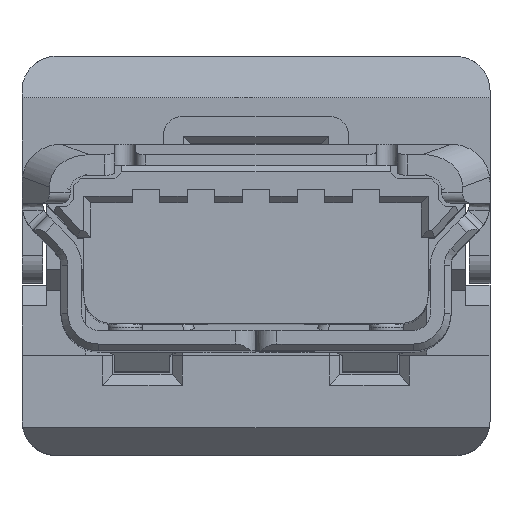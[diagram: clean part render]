
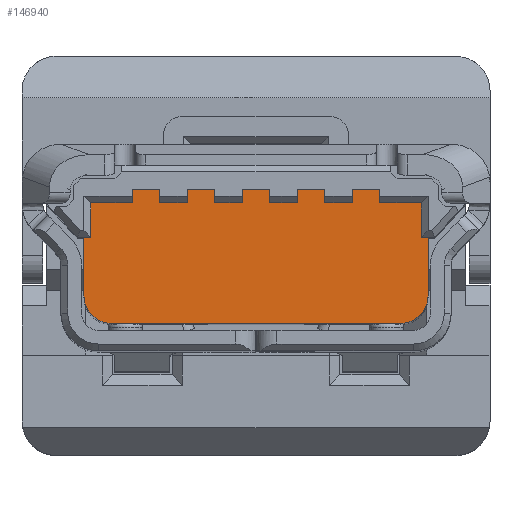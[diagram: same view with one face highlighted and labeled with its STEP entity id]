
A CAD part, top view. The second image highlights one B-rep face of the part: STEP entity #146940.
In plain terms, the highlighted planar face has unit normal (0, 0, 1).
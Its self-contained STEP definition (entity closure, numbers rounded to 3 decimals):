
#10280=CARTESIAN_POINT('',(-2.1,0.4,-0.4));
#10290=DIRECTION('',(0.,0.,-1.));
#10300=DIRECTION('',(-1.,0.,0.));
#10310=AXIS2_PLACEMENT_3D('',#10280,#10290,#10300);
#10320=CIRCLE('',#10310,0.4);
#10330=CARTESIAN_POINT('',(-2.1,0.,-0.4));
#10340=VERTEX_POINT('',#10330);
#10350=CARTESIAN_POINT('',(-2.5,0.4,-0.4));
#10360=VERTEX_POINT('',#10350);
#10370=EDGE_CURVE('',#10340,#10360,#10320,.T.);
#120920=CARTESIAN_POINT('',(2.1,0.4,-0.4));
#120930=DIRECTION('',(0.,0.,-1.));
#120940=DIRECTION('',(-1.,0.,0.));
#120950=AXIS2_PLACEMENT_3D('',#120920,#120930,#120940);
#120960=CIRCLE('',#120950,0.4);
#120970=CARTESIAN_POINT('',(2.5,0.4,-0.4));
#120980=VERTEX_POINT('',#120970);
#120990=CARTESIAN_POINT('',(2.1,0.,-0.4));
#121000=VERTEX_POINT('',#120990);
#121010=EDGE_CURVE('',#120980,#121000,#120960,.T.);
#126230=CARTESIAN_POINT('',(1.8,1.75,-0.4));
#126240=VERTEX_POINT('',#126230);
#126370=CARTESIAN_POINT('',(2.4,1.75,-0.4));
#126380=VERTEX_POINT('',#126370);
#126410=CARTESIAN_POINT('',(3.05,1.75,-0.4));
#126420=DIRECTION('',(-1.,0.,0.));
#126430=VECTOR('',#126420,1.);
#126440=LINE('',#126410,#126430);
#126450=EDGE_CURVE('',#126380,#126240,#126440,.T.);
#126610=CARTESIAN_POINT('',(2.4,1.25,-0.4));
#126620=VERTEX_POINT('',#126610);
#126650=CARTESIAN_POINT('',(2.4,0.8,-0.4));
#126660=DIRECTION('',(0.,1.,0.));
#126670=VECTOR('',#126660,1.);
#126680=LINE('',#126650,#126670);
#126690=EDGE_CURVE('',#126620,#126380,#126680,.T.);
#127570=CARTESIAN_POINT('',(1.,1.95,-0.4));
#127580=VERTEX_POINT('',#127570);
#127810=CARTESIAN_POINT('',(1.,1.75,-0.4));
#127820=VERTEX_POINT('',#127810);
#127850=CARTESIAN_POINT('',(1.,0.8,-0.4));
#127860=DIRECTION('',(0.,1.,0.));
#127870=VECTOR('',#127860,1.);
#127880=LINE('',#127850,#127870);
#127890=EDGE_CURVE('',#127820,#127580,#127880,.T.);
#128660=CARTESIAN_POINT('',(-1.,1.95,-0.4));
#128670=VERTEX_POINT('',#128660);
#128840=CARTESIAN_POINT('',(-0.6,1.95,-0.4));
#128850=VERTEX_POINT('',#128840);
#128880=CARTESIAN_POINT('',(3.05,1.95,-0.4));
#128890=DIRECTION('',(-1.,0.,0.));
#128900=VECTOR('',#128890,1.);
#128910=LINE('',#128880,#128900);
#128920=EDGE_CURVE('',#128850,#128670,#128910,.T.);
#131590=CARTESIAN_POINT('',(1.4,1.75,-0.4));
#131600=VERTEX_POINT('',#131590);
#131760=CARTESIAN_POINT('',(1.4,1.95,-0.4));
#131770=VERTEX_POINT('',#131760);
#131800=CARTESIAN_POINT('',(1.4,0.8,-0.4));
#131810=DIRECTION('',(0.,-1.,0.));
#131820=VECTOR('',#131810,1.);
#131830=LINE('',#131800,#131820);
#131840=EDGE_CURVE('',#131770,#131600,#131830,.T.);
#132110=CARTESIAN_POINT('',(-1.,0.8,-0.4));
#132120=DIRECTION('',(0.,-1.,0.));
#132130=VECTOR('',#132120,1.);
#132140=LINE('',#132110,#132130);
#132150=CARTESIAN_POINT('',(-1.,1.75,-0.4));
#132160=VERTEX_POINT('',#132150);
#132170=EDGE_CURVE('',#128670,#132160,#132140,.T.);
#132980=CARTESIAN_POINT('',(-0.2,1.75,-0.4));
#132990=VERTEX_POINT('',#132980);
#133240=CARTESIAN_POINT('',(-0.2,1.95,-0.4));
#133250=VERTEX_POINT('',#133240);
#133280=CARTESIAN_POINT('',(-0.2,0.8,-0.4));
#133290=DIRECTION('',(0.,-1.,0.));
#133300=VECTOR('',#133290,1.);
#133310=LINE('',#133280,#133300);
#133320=EDGE_CURVE('',#133250,#132990,#133310,.T.);
#134250=CARTESIAN_POINT('',(-2.5,1.25,-0.4));
#134260=VERTEX_POINT('',#134250);
#134290=CARTESIAN_POINT('',(-2.5,0.,-0.4));
#134300=DIRECTION('',(0.,1.,0.));
#134310=VECTOR('',#134300,1.);
#134320=LINE('',#134290,#134310);
#134330=EDGE_CURVE('',#10360,#134260,#134320,.T.);
#134960=CARTESIAN_POINT('',(-2.4,1.75,-0.4));
#134970=VERTEX_POINT('',#134960);
#135000=CARTESIAN_POINT('',(-2.4,0.8,-0.4));
#135010=DIRECTION('',(0.,-1.,0.));
#135020=VECTOR('',#135010,1.);
#135030=LINE('',#135000,#135020);
#135040=CARTESIAN_POINT('',(-2.4,1.25,-0.4));
#135050=VERTEX_POINT('',#135040);
#135060=EDGE_CURVE('',#134970,#135050,#135030,.T.);
#135230=CARTESIAN_POINT('',(0.2,1.75,-0.4));
#135240=VERTEX_POINT('',#135230);
#135390=CARTESIAN_POINT('',(0.6,1.75,-0.4));
#135400=VERTEX_POINT('',#135390);
#135430=CARTESIAN_POINT('',(3.05,1.75,-0.4));
#135440=DIRECTION('',(-1.,0.,0.));
#135450=VECTOR('',#135440,1.);
#135460=LINE('',#135430,#135450);
#135470=EDGE_CURVE('',#135400,#135240,#135460,.T.);
#135700=CARTESIAN_POINT('',(-1.8,1.95,-0.4));
#135710=VERTEX_POINT('',#135700);
#135740=CARTESIAN_POINT('',(-1.8,0.8,-0.4));
#135750=DIRECTION('',(0.,-1.,0.));
#135760=VECTOR('',#135750,1.);
#135770=LINE('',#135740,#135760);
#135780=CARTESIAN_POINT('',(-1.8,1.75,-0.4));
#135790=VERTEX_POINT('',#135780);
#135800=EDGE_CURVE('',#135710,#135790,#135770,.T.);
#137120=CARTESIAN_POINT('',(3.05,1.75,-0.4));
#137130=DIRECTION('',(-1.,0.,0.));
#137140=VECTOR('',#137130,1.);
#137150=LINE('',#137120,#137140);
#137160=CARTESIAN_POINT('',(-1.4,1.75,-0.4));
#137170=VERTEX_POINT('',#137160);
#137180=EDGE_CURVE('',#132160,#137170,#137150,.T.);
#137510=CARTESIAN_POINT('',(3.05,1.75,-0.4));
#137520=DIRECTION('',(-1.,0.,0.));
#137530=VECTOR('',#137520,1.);
#137540=LINE('',#137510,#137530);
#137550=EDGE_CURVE('',#135790,#134970,#137540,.T.);
#137940=CARTESIAN_POINT('',(-1.4,1.95,-0.4));
#137950=VERTEX_POINT('',#137940);
#138080=CARTESIAN_POINT('',(-1.4,0.8,-0.4));
#138090=DIRECTION('',(0.,1.,0.));
#138100=VECTOR('',#138090,1.);
#138110=LINE('',#138080,#138100);
#138120=EDGE_CURVE('',#137170,#137950,#138110,.T.);
#139730=CARTESIAN_POINT('',(0.6,1.95,-0.4));
#139740=VERTEX_POINT('',#139730);
#139770=CARTESIAN_POINT('',(0.6,0.8,-0.4));
#139780=DIRECTION('',(0.,-1.,0.));
#139790=VECTOR('',#139780,1.);
#139800=LINE('',#139770,#139790);
#139810=EDGE_CURVE('',#139740,#135400,#139800,.T.);
#140070=CARTESIAN_POINT('',(3.05,1.25,-0.4));
#140080=DIRECTION('',(-1.,0.,0.));
#140090=VECTOR('',#140080,1.);
#140100=LINE('',#140070,#140090);
#140110=EDGE_CURVE('',#135050,#134260,#140100,.T.);
#142400=CARTESIAN_POINT('',(3.05,1.95,-0.4));
#142410=DIRECTION('',(-1.,0.,0.));
#142420=VECTOR('',#142410,1.);
#142430=LINE('',#142400,#142420);
#142440=EDGE_CURVE('',#127580,#139740,#142430,.T.);
#142670=CARTESIAN_POINT('',(1.8,1.95,-0.4));
#142680=VERTEX_POINT('',#142670);
#142710=CARTESIAN_POINT('',(3.05,1.95,-0.4));
#142720=DIRECTION('',(-1.,0.,0.));
#142730=VECTOR('',#142720,1.);
#142740=LINE('',#142710,#142730);
#142750=EDGE_CURVE('',#142680,#131770,#142740,.T.);
#143040=CARTESIAN_POINT('',(-1.707,1.95,-0.4));
#143050=DIRECTION('',(1.,0.,0.));
#143060=VECTOR('',#143050,1.);
#143070=LINE('',#143040,#143060);
#143080=EDGE_CURVE('',#135710,#137950,#143070,.T.);
#143740=CARTESIAN_POINT('',(-0.6,1.75,-0.4));
#143750=VERTEX_POINT('',#143740);
#143800=CARTESIAN_POINT('',(3.05,1.75,-0.4));
#143810=DIRECTION('',(-1.,0.,0.));
#143820=VECTOR('',#143810,1.);
#143830=LINE('',#143800,#143820);
#143840=EDGE_CURVE('',#132990,#143750,#143830,.T.);
#145020=CARTESIAN_POINT('',(-0.6,0.8,-0.4));
#145030=DIRECTION('',(0.,1.,0.));
#145040=VECTOR('',#145030,1.);
#145050=LINE('',#145020,#145040);
#145060=EDGE_CURVE('',#143750,#128850,#145050,.T.);
#145470=CARTESIAN_POINT('',(0.,0.,-0.4));
#145480=DIRECTION('',(1.,0.,0.));
#145490=VECTOR('',#145480,1.);
#145500=LINE('',#145470,#145490);
#145510=EDGE_CURVE('',#10340,#121000,#145500,.T.);
#146230=CARTESIAN_POINT('',(-0.432,0.595,
-0.4));
#146240=DIRECTION('',(0.,0.,1.));
#146250=DIRECTION('',(1.,0.,0.));
#146260=AXIS2_PLACEMENT_3D('',#146230,#146240,#146250);
#146270=PLANE('',#146260);
#146280=ORIENTED_EDGE('',*,*,#140110,.T.);
#146290=ORIENTED_EDGE('',*,*,#135060,.T.);
#146300=ORIENTED_EDGE('',*,*,#137550,.T.);
#146310=ORIENTED_EDGE('',*,*,#135800,.T.);
#146320=ORIENTED_EDGE('',*,*,#143080,.F.);
#146330=ORIENTED_EDGE('',*,*,#138120,.T.);
#146340=ORIENTED_EDGE('',*,*,#137180,.T.);
#146350=ORIENTED_EDGE('',*,*,#132170,.T.);
#146360=ORIENTED_EDGE('',*,*,#128920,.T.);
#146370=ORIENTED_EDGE('',*,*,#145060,.T.);
#146380=ORIENTED_EDGE('',*,*,#143840,.T.);
#146390=ORIENTED_EDGE('',*,*,#133320,.T.);
#146400=CARTESIAN_POINT('',(3.05,1.95,-0.4));
#146410=DIRECTION('',(-1.,0.,0.));
#146420=VECTOR('',#146410,1.);
#146430=LINE('',#146400,#146420);
#146440=CARTESIAN_POINT('',(0.2,1.95,-0.4));
#146450=VERTEX_POINT('',#146440);
#146460=EDGE_CURVE('',#146450,#133250,#146430,.T.);
#146470=ORIENTED_EDGE('',*,*,#146460,.T.);
#146480=CARTESIAN_POINT('',(0.2,0.8,-0.4));
#146490=DIRECTION('',(0.,1.,0.));
#146500=VECTOR('',#146490,1.);
#146510=LINE('',#146480,#146500);
#146520=EDGE_CURVE('',#135240,#146450,#146510,.T.);
#146530=ORIENTED_EDGE('',*,*,#146520,.T.);
#146540=ORIENTED_EDGE('',*,*,#135470,.T.);
#146550=ORIENTED_EDGE('',*,*,#139810,.T.);
#146560=ORIENTED_EDGE('',*,*,#142440,.T.);
#146570=ORIENTED_EDGE('',*,*,#127890,.T.);
#146580=CARTESIAN_POINT('',(3.05,1.75,-0.4));
#146590=DIRECTION('',(-1.,0.,0.));
#146600=VECTOR('',#146590,1.);
#146610=LINE('',#146580,#146600);
#146620=EDGE_CURVE('',#131600,#127820,#146610,.T.);
#146630=ORIENTED_EDGE('',*,*,#146620,.T.);
#146640=ORIENTED_EDGE('',*,*,#131840,.T.);
#146650=ORIENTED_EDGE('',*,*,#142750,.T.);
#146660=CARTESIAN_POINT('',(1.8,0.8,-0.4));
#146670=DIRECTION('',(0.,1.,0.));
#146680=VECTOR('',#146670,1.);
#146690=LINE('',#146660,#146680);
#146700=EDGE_CURVE('',#126240,#142680,#146690,.T.);
#146710=ORIENTED_EDGE('',*,*,#146700,.T.);
#146720=ORIENTED_EDGE('',*,*,#126450,.T.);
#146730=ORIENTED_EDGE('',*,*,#126690,.T.);
#146740=CARTESIAN_POINT('',(3.05,1.25,-0.4));
#146750=DIRECTION('',(-1.,0.,0.));
#146760=VECTOR('',#146750,1.);
#146770=LINE('',#146740,#146760);
#146780=CARTESIAN_POINT('',(2.5,1.25,-0.4));
#146790=VERTEX_POINT('',#146780);
#146800=EDGE_CURVE('',#146790,#126620,#146770,.T.);
#146810=ORIENTED_EDGE('',*,*,#146800,.T.);
#146820=CARTESIAN_POINT('',(2.5,0.,-0.4));
#146830=DIRECTION('',(0.,-1.,0.));
#146840=VECTOR('',#146830,1.);
#146850=LINE('',#146820,#146840);
#146860=EDGE_CURVE('',#146790,#120980,#146850,.T.);
#146870=ORIENTED_EDGE('',*,*,#146860,.F.);
#146880=ORIENTED_EDGE('',*,*,#121010,.F.);
#146890=ORIENTED_EDGE('',*,*,#145510,.T.);
#146900=ORIENTED_EDGE('',*,*,#10370,.F.);
#146910=ORIENTED_EDGE('',*,*,#134330,.F.);
#146920=EDGE_LOOP('',(#146910,#146900,#146890,#146880,#146870,#146810,
#146730,#146720,#146710,#146650,#146640,#146630,#146570,#146560,#146550,
#146540,#146530,#146470,#146390,#146380,#146370,#146360,#146350,#146340,
#146330,#146320,#146310,#146300,#146290,#146280));
#146930=FACE_OUTER_BOUND('',#146920,.T.);
#146940=ADVANCED_FACE('',(#146930),#146270,.T.);
